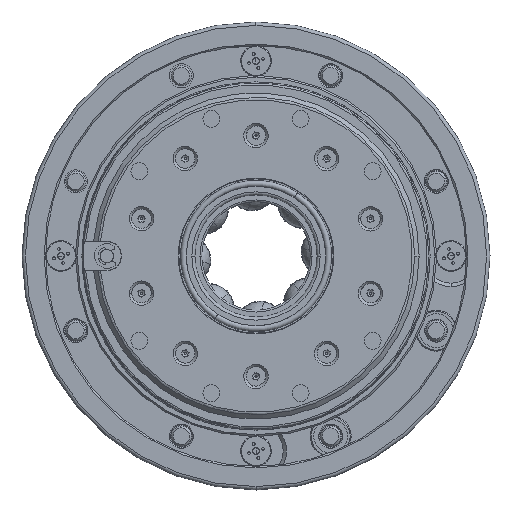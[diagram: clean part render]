
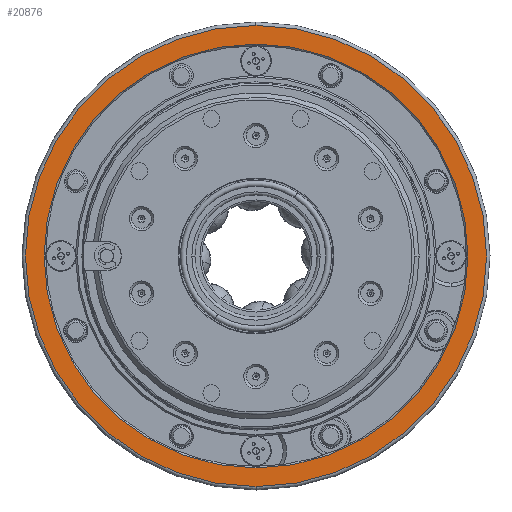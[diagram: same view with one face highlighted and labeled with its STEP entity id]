
A CAD part, left-side view. The second image highlights one B-rep face of the part: STEP entity #20876.
In plain terms, the highlighted planar face has unit normal (-1, 0, 0).
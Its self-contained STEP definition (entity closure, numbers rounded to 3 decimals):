
#2883 = FACE_BOUND ( 'NONE', #59890, .T. ) ;
#4468 = EDGE_CURVE ( 'NONE', #51073, #57564, #51466, .T. ) ;
#6666 = PLANE ( 'NONE',  #10900 ) ;
#10900 = AXIS2_PLACEMENT_3D ( 'NONE', #52556, #68992, #64018 ) ;
#12455 = CARTESIAN_POINT ( 'NONE',  ( -74.159, 73.276, 176.564 ) ) ;
#12555 = CARTESIAN_POINT ( 'NONE',  ( -74.159, 73.276, 176.564 ) ) ;
#15897 = CARTESIAN_POINT ( 'NONE',  ( -74.159, 73.276, 176.564 ) ) ;
#16870 = ORIENTED_EDGE ( 'NONE', *, *, #34727, .F. ) ;
#17350 = CARTESIAN_POINT ( 'NONE',  ( -74.159, 73.276, 239.064 ) ) ;
#19724 = AXIS2_PLACEMENT_3D ( 'NONE', #15897, #27759, #56460 ) ;
#20876 = ADVANCED_FACE ( 'NONE', ( #36784, #2883 ), #6666, .T. ) ;
#23213 = DIRECTION ( 'NONE',  ( 0., 0., 1. ) ) ;
#23865 = DIRECTION ( 'NONE',  ( 0., 0., 1. ) ) ;
#24194 = ORIENTED_EDGE ( 'NONE', *, *, #26978, .T. ) ;
#25821 = AXIS2_PLACEMENT_3D ( 'NONE', #12455, #58057, #23865 ) ;
#26978 = EDGE_CURVE ( 'NONE', #34021, #42558, #50690, .T. ) ;
#27759 = DIRECTION ( 'NONE',  ( -1., 0., 0. ) ) ;
#28239 = CARTESIAN_POINT ( 'NONE',  ( -74.159, 73.276, 176.564 ) ) ;
#33169 = ORIENTED_EDGE ( 'NONE', *, *, #4468, .F. ) ;
#33260 = AXIS2_PLACEMENT_3D ( 'NONE', #12555, #35465, #69392 ) ;
#34021 = VERTEX_POINT ( 'NONE', #41116 ) ;
#34183 = CIRCLE ( 'NONE', #33260, 62.5 ) ;
#34727 = EDGE_CURVE ( 'NONE', #57564, #51073, #34183, .T. ) ;
#35465 = DIRECTION ( 'NONE',  ( -1., 0., 0. ) ) ;
#36784 = FACE_OUTER_BOUND ( 'NONE', #49133, .T. ) ;
#38550 = CARTESIAN_POINT ( 'NONE',  ( -74.159, 73.276, 114.064 ) ) ;
#40459 = DIRECTION ( 'NONE',  ( -1., 0., 0. ) ) ;
#41116 = CARTESIAN_POINT ( 'NONE',  ( -74.159, 73.276, 244.564 ) ) ;
#42558 = VERTEX_POINT ( 'NONE', #61779 ) ;
#49133 = EDGE_LOOP ( 'NONE', ( #24194, #63002 ) ) ;
#50690 = CIRCLE ( 'NONE', #25821, 68. ) ;
#51073 = VERTEX_POINT ( 'NONE', #17350 ) ;
#51466 = CIRCLE ( 'NONE', #19724, 62.5 ) ;
#52556 = CARTESIAN_POINT ( 'NONE',  ( -74.159, 4.276, 176.564 ) ) ;
#56117 = CIRCLE ( 'NONE', #72604, 68. ) ;
#56460 = DIRECTION ( 'NONE',  ( 0., 0., 1. ) ) ;
#57564 = VERTEX_POINT ( 'NONE', #38550 ) ;
#57630 = EDGE_CURVE ( 'NONE', #42558, #34021, #56117, .T. ) ;
#58057 = DIRECTION ( 'NONE',  ( -1., 0., 0. ) ) ;
#59890 = EDGE_LOOP ( 'NONE', ( #33169, #16870 ) ) ;
#61779 = CARTESIAN_POINT ( 'NONE',  ( -74.159, 73.276, 108.564 ) ) ;
#63002 = ORIENTED_EDGE ( 'NONE', *, *, #57630, .T. ) ;
#64018 = DIRECTION ( 'NONE',  ( 0., 0., 1. ) ) ;
#68992 = DIRECTION ( 'NONE',  ( -1., 0., 0. ) ) ;
#69392 = DIRECTION ( 'NONE',  ( 0., 0., 1. ) ) ;
#72604 = AXIS2_PLACEMENT_3D ( 'NONE', #28239, #40459, #23213 ) ;
